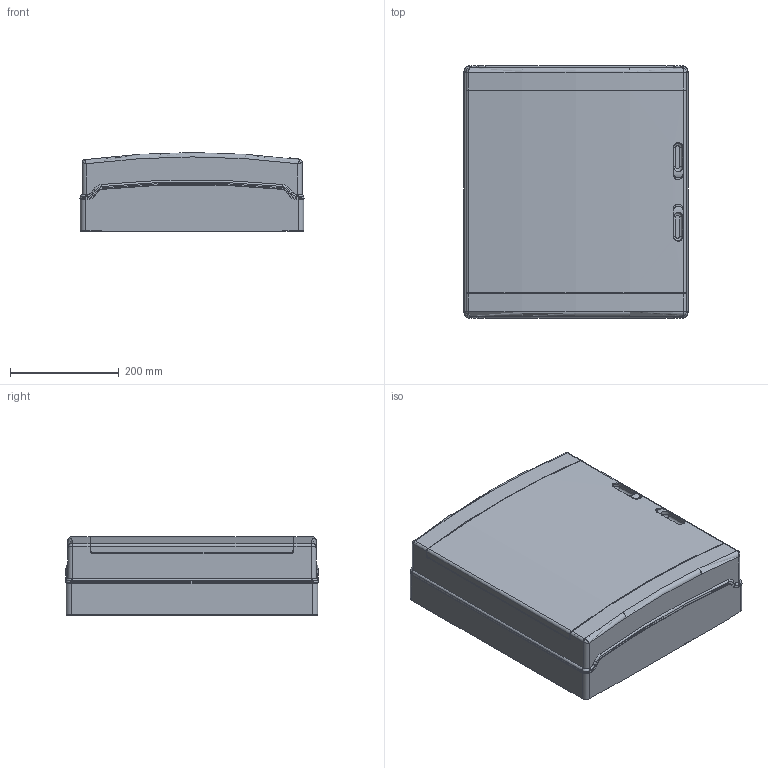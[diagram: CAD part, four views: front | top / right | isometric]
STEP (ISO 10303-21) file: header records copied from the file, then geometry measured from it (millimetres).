
FILE_DESCRIPTION((''),'2;1');
FILE_NAME('GW40107_ASM','2021-09-29T11:27:22',('User'),('Axiro Italia'),'CREO PARAMETRIC BY PTC INC, 2020354','CREO PARAMETRIC BY PTC INC, 2020354','');
FILE_SCHEMA(('CONFIG_CONTROL_DESIGN'));
Length unit declared in the file: millimetre
Products named in the file (6): GW40107_SCATOLA_OR; GW40107_COMPONENTE_PLASTICA_DX; GW40107_COPERCHIO_OR; GUIDA_DIN_18_1; GW40107_COMPONENTE_PLASTICA_SX; GW40107_ASM
Assembly tree (6 placements, depth 2):
  GW40107_ASM
    GW40107_SCATOLA_OR
    GW40107_COMPONENTE_PLASTICA_DX
    GW40107_COPERCHIO_OR
    GUIDA_DIN_18_1  x2
    GW40107_COMPONENTE_PLASTICA_SX
Bounding box: 411.32 x 463.32 x 144.79 mm (x, y, z)
Volume: 6903943.9 mm3; surface area: 1479902.3 mm2
Topology: 8 solids, 8 shells, 1369 faces, 3620 edges, 2354 vertices
Faces by surface type: plane 984, cylinder 315, cone 36, bspline 20, torus 14
Entity records: 42223 total; most frequent: CARTESIAN_POINT 8687, ORIENTED_EDGE 7012, DIRECTION 6800, EDGE_CURVE 3506, VECTOR 2766, LINE 2766, VERTEX_POINT 2278, AXIS2_PLACEMENT_3D 2017
